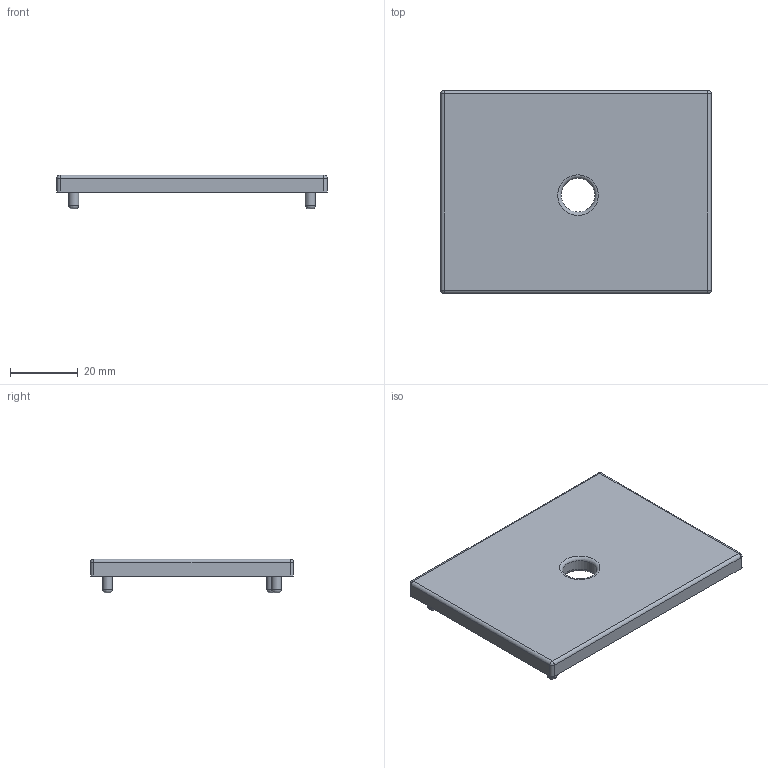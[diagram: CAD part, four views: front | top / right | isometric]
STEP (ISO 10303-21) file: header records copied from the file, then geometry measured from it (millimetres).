
FILE_DESCRIPTION(('FreeCAD Model'),'2;1');
FILE_NAME('Open CASCADE Shape Model','2025-08-31T17:46:37',(''),(''), 'Open CASCADE STEP processor 7.8','FreeCAD','Unknown');
FILE_SCHEMA(('AUTOMOTIVE_DESIGN { 1 0 10303 214 1 1 1 1 }'));
Length unit declared in the file: millimetre
Products named in the file (3): Unnamed1; ShapeString (mirrored); Body
Assembly tree (2 placements, depth 2):
  Unnamed1
    ShapeString (mirrored)
    Body
Bounding box: 80 x 60 x 10 mm (x, y, z)
Volume: 23664 mm3; surface area: 11028.7 mm2
Topology: 1 solids, 17 shells, 49 faces, 321 edges, 290 vertices
Faces by surface type: plane 26, cylinder 13, sphere 4, revolution 4, torus 2
Full cylindrical faces by diameter (mm): 3 x4, 10 x1
Entity records: 3279 total; most frequent: CARTESIAN_POINT 979, ORIENTED_EDGE 380, EDGE_CURVE 317, DIRECTION 315, VERTEX_POINT 290, B_SPLINE_CURVE_WITH_KNOTS 144, LINE 139, VECTOR 139
